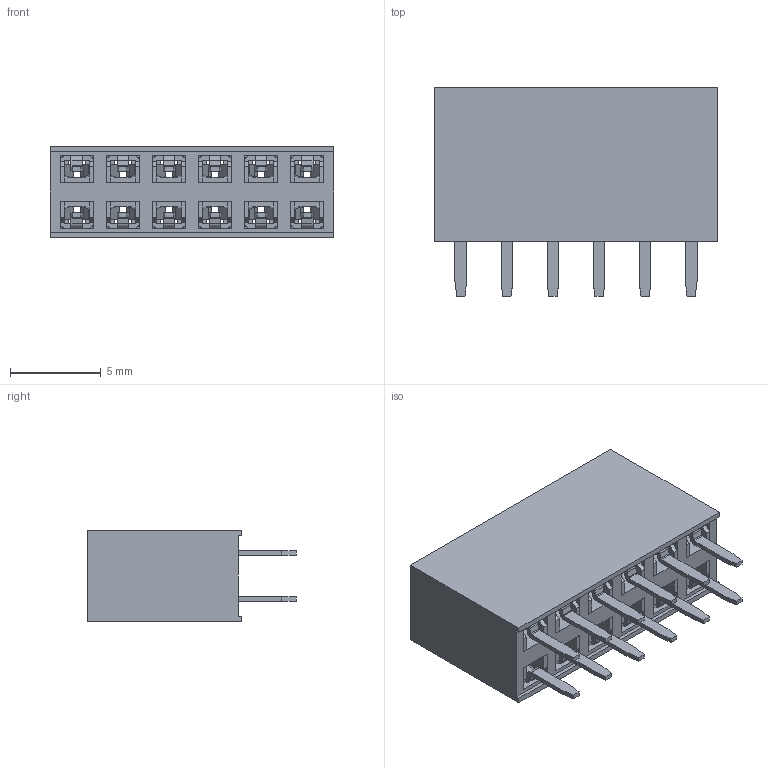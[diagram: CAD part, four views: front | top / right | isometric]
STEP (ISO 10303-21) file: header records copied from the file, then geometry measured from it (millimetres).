
FILE_DESCRIPTION((''),'2;1');
FILE_NAME('M20-7830646_ASM','2014-09-18T',('sbennett'),(''),'PRO/ENGINEER BY PARAMETRIC TECHNOLOGY CORPORATION, 2014090','PRO/ENGINEER BY PARAMETRIC TECHNOLOGY CORPORATION, 2014090','');
FILE_SCHEMA(('CONFIG_CONTROL_DESIGN'));
Length unit declared in the file: millimetre
Products named in the file (3): M20-78306_MOULD; M20-782_CONTACT; M20-7830646_ASM
Assembly tree (13 placements, depth 2):
  M20-7830646_ASM
    M20-78306_MOULD
    M20-782_CONTACT  x12
Bounding box: 15.64 x 11.5 x 5.04 mm (x, y, z)
Volume: 490.3 mm3; surface area: 1595.6 mm2
Topology: 13 solids, 13 shells, 1246 faces, 3276 edges, 2080 vertices
Faces by surface type: plane 982, cylinder 264
Entity records: 10058 total; most frequent: CARTESIAN_POINT 1352, ORIENTED_EDGE 1294, DIRECTION 1219, PRESENTATION_STYLE_ASSIGNMENT 682, STYLED_ITEM 650, CURVE_STYLE 647, EDGE_CURVE 647, VECTOR 599
